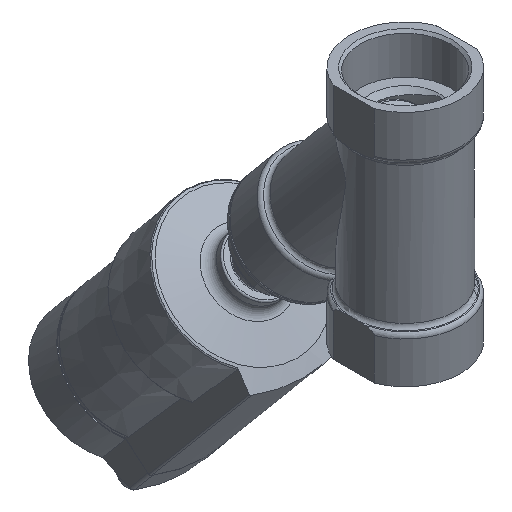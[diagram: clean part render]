
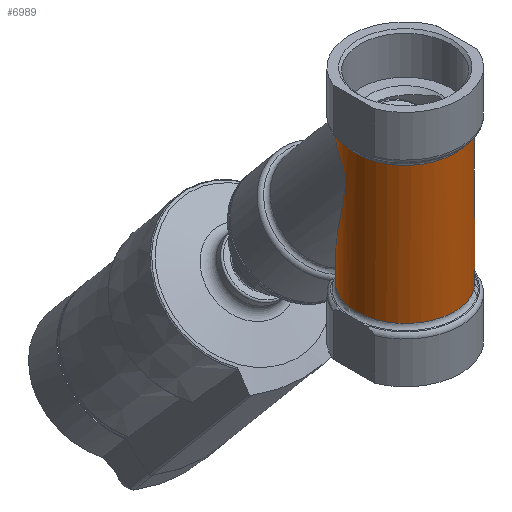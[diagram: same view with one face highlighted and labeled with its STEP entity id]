
A CAD part, isometric view. The second image highlights one B-rep face of the part: STEP entity #6989.
In plain terms, the highlighted cylindrical face has radius 30.99 mm (diameter 61.98 mm), a full revolution.
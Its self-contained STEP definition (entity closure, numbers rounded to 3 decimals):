
#186=B_SPLINE_CURVE_WITH_KNOTS('',3,(#12465,#12466,#12467,#12468,#12469,
#12470,#12471,#12472,#12473,#12474,#12475,#12476,#12477,#12478,#12479,#12480,
#12481,#12482,#12483,#12484,#12485,#12486,#12487,#12488,#12489,#12490,#12491,
#12492,#12493,#12494,#12495,#12496,#12497,#12498,#12499,#12500,#12501,#12502,
#12503,#12504,#12505,#12506,#12507,#12508,#12509,#12510,#12511,#12512,#12513,
#12514,#12515,#12516,#12517),.UNSPECIFIED.,.F.,.F.,(4,1,1,1,1,1,1,1,1,1,
1,1,1,1,1,1,1,1,1,1,1,1,1,1,1,1,1,1,1,1,1,1,1,1,1,1,1,1,1,1,1,1,1,1,1,1,
1,1,1,1,4),(0.002,0.01,0.017,
0.024,0.032,0.039,0.047,
0.054,0.061,0.065,0.069,
0.072,0.076,0.08,0.084,
0.087,0.091,0.095,0.098,
0.102,0.106,0.109,0.113,
0.117,0.121,0.124,0.128,
0.132,0.135,0.139,0.143,
0.147,0.15,0.154,0.158,
0.161,0.163,0.165,0.167,
0.169,0.172,0.176,0.18,
0.187,0.195,0.202,0.209,
0.217,0.224,0.232,0.239),
 .UNSPECIFIED.);
#187=B_SPLINE_CURVE_WITH_KNOTS('',3,(#12522,#12523,#12524,#12525),
 .UNSPECIFIED.,.F.,.F.,(4,4),(0.,0.002),
 .UNSPECIFIED.);
#190=B_SPLINE_CURVE_WITH_KNOTS('',3,(#12541,#12542,#12543,#12544),
 .UNSPECIFIED.,.F.,.F.,(4,4),(0.006,0.008),
 .UNSPECIFIED.);
#683=CIRCLE('',#8938,30.99);
#684=CIRCLE('',#8940,30.99);
#1253=ORIENTED_EDGE('',*,*,#3195,.F.);
#1254=ORIENTED_EDGE('',*,*,#3201,.T.);
#1255=ORIENTED_EDGE('',*,*,#3213,.F.);
#1256=ORIENTED_EDGE('',*,*,#3197,.T.);
#1257=ORIENTED_EDGE('',*,*,#3214,.T.);
#3195=EDGE_CURVE('',#4174,#4175,#186,.T.);
#3197=EDGE_CURVE('',#4176,#4175,#187,.T.);
#3201=EDGE_CURVE('',#4174,#4179,#190,.T.);
#3213=EDGE_CURVE('',#4176,#4179,#683,.T.);
#3214=EDGE_CURVE('',#4188,#4188,#684,.T.);
#4174=VERTEX_POINT('',#12518);
#4175=VERTEX_POINT('',#12519);
#4176=VERTEX_POINT('',#12526);
#4179=VERTEX_POINT('',#12540);
#4188=VERTEX_POINT('',#12596);
#5396=EDGE_LOOP('',(#1253,#1254,#1255,#1256));
#5397=EDGE_LOOP('',(#1257));
#6129=FACE_BOUND('',#5396,.T.);
#6130=FACE_BOUND('',#5397,.T.);
#6849=CYLINDRICAL_SURFACE('',#8939,30.99);
#6989=ADVANCED_FACE('',(#6129,#6130),#6849,.T.);
#8938=AXIS2_PLACEMENT_3D('',#12593,#10008,#10009);
#8939=AXIS2_PLACEMENT_3D('',#12594,#10010,#10011);
#8940=AXIS2_PLACEMENT_3D('',#12595,#10012,#10013);
#10008=DIRECTION('',(0.,0.,-1.));
#10009=DIRECTION('',(-1.,0.,0.));
#10010=DIRECTION('',(0.,0.,-1.));
#10011=DIRECTION('',(-1.,0.,0.));
#10012=DIRECTION('',(0.,0.,-1.));
#10013=DIRECTION('',(-1.,0.,0.));
#12465=CARTESIAN_POINT('',(-14.48,27.399,-116.528));
#12466=CARTESIAN_POINT('',(-15.811,26.696,-114.548));
#12467=CARTESIAN_POINT('',(-18.121,25.235,-110.431));
#12468=CARTESIAN_POINT('',(-20.918,22.951,-103.958));
#12469=CARTESIAN_POINT('',(-23.22,20.603,-97.251));
#12470=CARTESIAN_POINT('',(-25.096,18.258,-90.481));
#12471=CARTESIAN_POINT('',(-26.629,15.927,-83.641));
#12472=CARTESIAN_POINT('',(-27.867,13.636,-76.737));
#12473=CARTESIAN_POINT('',(-28.837,11.426,-69.759));
#12474=CARTESIAN_POINT('',(-29.437,9.724,-63.862));
#12475=CARTESIAN_POINT('',(-29.782,8.579,-59.055));
#12476=CARTESIAN_POINT('',(-29.963,7.919,-55.367));
#12477=CARTESIAN_POINT('',(-30.031,7.643,-51.634));
#12478=CARTESIAN_POINT('',(-29.894,8.198,-47.874));
#12479=CARTESIAN_POINT('',(-29.322,10.138,-44.654));
#12480=CARTESIAN_POINT('',(-28.258,12.851,-42.286));
#12481=CARTESIAN_POINT('',(-26.765,15.738,-40.417));
#12482=CARTESIAN_POINT('',(-24.913,18.538,-38.885));
#12483=CARTESIAN_POINT('',(-22.668,21.229,-37.552));
#12484=CARTESIAN_POINT('',(-20.114,23.664,-36.421));
#12485=CARTESIAN_POINT('',(-17.261,25.823,-35.459));
#12486=CARTESIAN_POINT('',(-14.102,27.676,-34.657));
#12487=CARTESIAN_POINT('',(-10.781,29.13,-34.038));
#12488=CARTESIAN_POINT('',(-7.253,30.206,-33.587));
#12489=CARTESIAN_POINT('',(-3.579,30.856,-33.316));
#12490=CARTESIAN_POINT('',(0.09,31.064,-33.23));
#12491=CARTESIAN_POINT('',(3.829,30.828,-33.328));
#12492=CARTESIAN_POINT('',(7.466,30.152,-33.61));
#12493=CARTESIAN_POINT('',(10.967,29.063,-34.067));
#12494=CARTESIAN_POINT('',(14.344,27.552,-34.71));
#12495=CARTESIAN_POINT('',(17.433,25.705,-35.511));
#12496=CARTESIAN_POINT('',(20.287,23.518,-36.487));
#12497=CARTESIAN_POINT('',(22.835,21.047,-37.639));
#12498=CARTESIAN_POINT('',(25.02,18.393,-38.96));
#12499=CARTESIAN_POINT('',(26.877,15.548,-40.528));
#12500=CARTESIAN_POINT('',(28.338,12.67,-42.418));
#12501=CARTESIAN_POINT('',(29.198,10.439,-44.427));
#12502=CARTESIAN_POINT('',(29.648,9.036,-46.47));
#12503=CARTESIAN_POINT('',(29.86,8.3,-48.164));
#12504=CARTESIAN_POINT('',(29.972,7.881,-50.003));
#12505=CARTESIAN_POINT('',(30.019,7.697,-52.468));
#12506=CARTESIAN_POINT('',(29.955,7.949,-55.587));
#12507=CARTESIAN_POINT('',(29.773,8.613,-59.205));
#12508=CARTESIAN_POINT('',(29.426,9.758,-63.986));
#12509=CARTESIAN_POINT('',(28.821,11.468,-69.894));
#12510=CARTESIAN_POINT('',(27.845,13.68,-76.873));
#12511=CARTESIAN_POINT('',(26.603,15.971,-83.77));
#12512=CARTESIAN_POINT('',(25.067,18.297,-90.594));
#12513=CARTESIAN_POINT('',(23.193,20.633,-97.337));
#12514=CARTESIAN_POINT('',(20.897,22.97,-104.011));
#12515=CARTESIAN_POINT('',(18.106,25.245,-110.459));
#12516=CARTESIAN_POINT('',(15.805,26.699,-114.558));
#12517=CARTESIAN_POINT('',(14.48,27.399,-116.528));
#12518=CARTESIAN_POINT('',(-14.48,27.399,-116.528));
#12519=CARTESIAN_POINT('',(14.48,27.399,-116.528));
#12522=CARTESIAN_POINT('',(13.807,27.744,-118.219));
#12523=CARTESIAN_POINT('',(13.886,27.705,-117.593));
#12524=CARTESIAN_POINT('',(14.148,27.575,-117.022));
#12525=CARTESIAN_POINT('',(14.48,27.399,-116.528));
#12526=CARTESIAN_POINT('',(13.807,27.744,-118.219));
#12540=CARTESIAN_POINT('',(-13.807,27.744,-118.219));
#12541=CARTESIAN_POINT('',(-14.48,27.399,-116.528));
#12542=CARTESIAN_POINT('',(-14.148,27.574,-117.021));
#12543=CARTESIAN_POINT('',(-13.886,27.705,-117.595));
#12544=CARTESIAN_POINT('',(-13.807,27.744,-118.219));
#12593=CARTESIAN_POINT('',(0.,0.,-118.219));
#12594=CARTESIAN_POINT('',(0.,0.,-150.));
#12595=CARTESIAN_POINT('',(0.,0.,-31.781));
#12596=CARTESIAN_POINT('',(-30.99,0.,-31.781));
